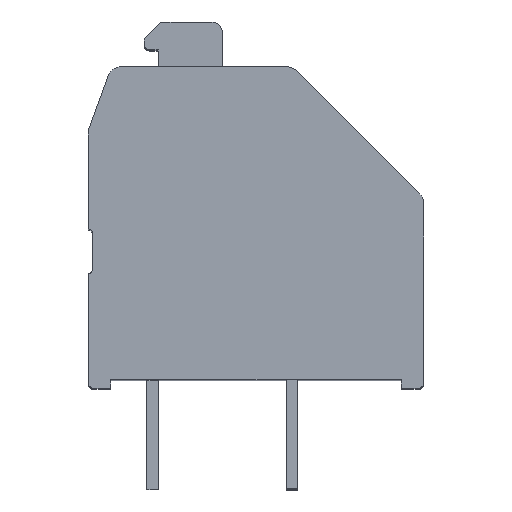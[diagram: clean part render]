
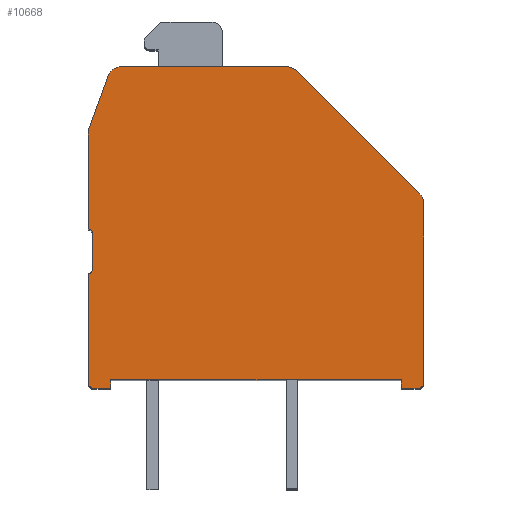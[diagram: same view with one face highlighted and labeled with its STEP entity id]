
A CAD part, top view. The second image highlights one B-rep face of the part: STEP entity #10668.
In plain terms, the highlighted planar face has unit normal (0, 0, 1).
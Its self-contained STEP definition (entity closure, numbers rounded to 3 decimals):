
#47=CIRCLE('',#10916,0.5);
#104=CIRCLE('',#11115,0.15);
#106=CIRCLE('',#11119,0.15);
#108=CIRCLE('',#11124,0.5);
#110=CIRCLE('',#11127,0.5);
#149=CIRCLE('',#11259,0.2);
#150=CIRCLE('',#11265,0.2);
#326=PLANE('',#11266);
#523=LINE('',#13753,#1448);
#791=LINE('',#14443,#1716);
#930=LINE('',#14783,#1855);
#935=LINE('',#14794,#1860);
#940=LINE('',#14808,#1865);
#947=LINE('',#14825,#1872);
#1000=LINE('',#14915,#1925);
#1005=LINE('',#14931,#1930);
#1120=LINE('',#15256,#2045);
#1121=LINE('',#15258,#2046);
#1123=LINE('',#15262,#2048);
#1125=LINE('',#15266,#2050);
#1448=VECTOR('',#11545,1000.);
#1716=VECTOR('',#12143,1000.);
#1855=VECTOR('',#12424,1000.);
#1860=VECTOR('',#12431,1000.);
#1865=VECTOR('',#12444,1000.);
#1872=VECTOR('',#12459,1000.);
#1925=VECTOR('',#12514,1000.);
#1930=VECTOR('',#12533,1000.);
#2045=VECTOR('',#12912,1000.);
#2046=VECTOR('',#12915,1000.);
#2048=VECTOR('',#12919,1000.);
#2050=VECTOR('',#12923,1000.);
#3667=ORIENTED_EDGE('',*,*,#5187,.T.);
#3668=ORIENTED_EDGE('',*,*,#5191,.F.);
#3669=ORIENTED_EDGE('',*,*,#5194,.T.);
#3670=ORIENTED_EDGE('',*,*,#5197,.F.);
#3671=ORIENTED_EDGE('',*,*,#5203,.T.);
#3672=ORIENTED_EDGE('',*,*,#5417,.T.);
#3673=ORIENTED_EDGE('',*,*,#5419,.T.);
#3674=ORIENTED_EDGE('',*,*,#5420,.T.);
#3675=ORIENTED_EDGE('',*,*,#5182,.T.);
#3676=ORIENTED_EDGE('',*,*,#5422,.T.);
#3677=ORIENTED_EDGE('',*,*,#5424,.T.);
#3678=ORIENTED_EDGE('',*,*,#5425,.T.);
#3679=ORIENTED_EDGE('',*,*,#5256,.T.);
#3680=ORIENTED_EDGE('',*,*,#5260,.T.);
#3681=ORIENTED_EDGE('',*,*,#4658,.T.);
#3682=ORIENTED_EDGE('',*,*,#4705,.T.);
#3683=ORIENTED_EDGE('',*,*,#5009,.T.);
#3684=ORIENTED_EDGE('',*,*,#5263,.T.);
#3685=ORIENTED_EDGE('',*,*,#5265,.T.);
#4658=EDGE_CURVE('',#5796,#5795,#523,.T.);
#4705=EDGE_CURVE('',#5795,#5833,#47,.T.);
#5009=EDGE_CURVE('',#5833,#6052,#791,.T.);
#5182=EDGE_CURVE('',#6183,#6182,#930,.T.);
#5187=EDGE_CURVE('',#6188,#6187,#935,.T.);
#5191=EDGE_CURVE('',#6190,#6187,#104,.T.);
#5194=EDGE_CURVE('',#6190,#6192,#940,.T.);
#5197=EDGE_CURVE('',#6194,#6192,#106,.T.);
#5203=EDGE_CURVE('',#6194,#6198,#947,.T.);
#5256=EDGE_CURVE('',#6235,#6234,#1000,.T.);
#5260=EDGE_CURVE('',#6234,#5796,#108,.T.);
#5263=EDGE_CURVE('',#6052,#6238,#110,.T.);
#5265=EDGE_CURVE('',#6238,#6188,#1005,.T.);
#5417=EDGE_CURVE('',#6198,#6315,#149,.T.);
#5419=EDGE_CURVE('',#6315,#6316,#1120,.T.);
#5420=EDGE_CURVE('',#6316,#6183,#1121,.T.);
#5422=EDGE_CURVE('',#6182,#6317,#1123,.T.);
#5424=EDGE_CURVE('',#6317,#6318,#1125,.T.);
#5425=EDGE_CURVE('',#6318,#6235,#150,.T.);
#5795=VERTEX_POINT('',#13752);
#5796=VERTEX_POINT('',#13754);
#5833=VERTEX_POINT('',#13845);
#6052=VERTEX_POINT('',#14442);
#6182=VERTEX_POINT('',#14782);
#6183=VERTEX_POINT('',#14784);
#6187=VERTEX_POINT('',#14793);
#6188=VERTEX_POINT('',#14795);
#6190=VERTEX_POINT('',#14801);
#6192=VERTEX_POINT('',#14807);
#6194=VERTEX_POINT('',#14813);
#6198=VERTEX_POINT('',#14824);
#6234=VERTEX_POINT('',#14914);
#6235=VERTEX_POINT('',#14916);
#6238=VERTEX_POINT('',#14927);
#6315=VERTEX_POINT('',#15251);
#6316=VERTEX_POINT('',#15255);
#6317=VERTEX_POINT('',#15261);
#6318=VERTEX_POINT('',#15265);
#6816=EDGE_LOOP('',(#3667,#3668,#3669,#3670,#3671,#3672,#3673,#3674,#3675,
#3676,#3677,#3678,#3679,#3680,#3681,#3682,#3683,#3684,#3685));
#7251=FACE_BOUND('',#6816,.T.);
#10668=ADVANCED_FACE('',(#7251),#326,.T.);
#10916=AXIS2_PLACEMENT_3D('',#13846,#11640,#11641);
#11115=AXIS2_PLACEMENT_3D('',#14802,#12438,#12439);
#11119=AXIS2_PLACEMENT_3D('',#14814,#12450,#12451);
#11124=AXIS2_PLACEMENT_3D('',#14922,#12521,#12522);
#11127=AXIS2_PLACEMENT_3D('',#14928,#12528,#12529);
#11259=AXIS2_PLACEMENT_3D('',#15252,#12907,#12908);
#11265=AXIS2_PLACEMENT_3D('',#15268,#12926,#12927);
#11266=AXIS2_PLACEMENT_3D('',#15269,#12928,#12929);
#11545=DIRECTION('',(-0.707,0.707,0.));
#11640=DIRECTION('',(0.,0.,1.));
#11641=DIRECTION('',(1.,0.,0.));
#12143=DIRECTION('',(-1.,0.,0.));
#12424=DIRECTION('',(1.,0.,0.));
#12431=DIRECTION('',(0.,-1.,0.));
#12438=DIRECTION('',(0.,0.,1.));
#12439=DIRECTION('',(1.,0.,0.));
#12444=DIRECTION('',(0.,-1.,0.));
#12450=DIRECTION('',(0.,0.,1.));
#12451=DIRECTION('',(1.,0.,0.));
#12459=DIRECTION('',(0.,-1.,0.));
#12514=DIRECTION('',(0.,1.,0.));
#12521=DIRECTION('',(0.,0.,1.));
#12522=DIRECTION('',(1.,0.,0.));
#12528=DIRECTION('',(0.,0.,1.));
#12529=DIRECTION('',(1.,0.,0.));
#12533=DIRECTION('',(-0.342,-0.94,0.));
#12907=DIRECTION('',(0.,0.,1.));
#12908=DIRECTION('',(1.,0.,0.));
#12912=DIRECTION('',(1.,0.,0.));
#12915=DIRECTION('',(0.,1.,0.));
#12919=DIRECTION('',(0.,-1.,0.));
#12923=DIRECTION('',(1.,0.,0.));
#12926=DIRECTION('',(0.,0.,1.));
#12927=DIRECTION('',(1.,0.,0.));
#12928=DIRECTION('',(0.,0.,1.));
#12929=DIRECTION('',(1.,0.,0.));
#13752=CARTESIAN_POINT('',(0.146,11.354,24.36));
#13753=CARTESIAN_POINT('',(4.554,6.946,24.36));
#13754=CARTESIAN_POINT('',(4.554,6.946,24.36));
#13845=CARTESIAN_POINT('',(-0.207,11.5,24.36));
#13846=CARTESIAN_POINT('',(-0.207,11.,24.36));
#14442=CARTESIAN_POINT('',(-6.113,11.5,24.36));
#14443=CARTESIAN_POINT('',(-0.207,11.5,24.36));
#14782=CARTESIAN_POINT('',(3.9,0.3,24.36));
#14783=CARTESIAN_POINT('',(-6.5,0.3,24.36));
#14784=CARTESIAN_POINT('',(-6.5,0.3,24.36));
#14793=CARTESIAN_POINT('',(-7.3,5.7,24.36));
#14794=CARTESIAN_POINT('',(-7.3,9.2,24.36));
#14795=CARTESIAN_POINT('',(-7.3,9.2,24.36));
#14801=CARTESIAN_POINT('',(-7.15,5.55,24.36));
#14802=CARTESIAN_POINT('',(-7.3,5.55,24.36));
#14807=CARTESIAN_POINT('',(-7.15,4.25,24.36));
#14808=CARTESIAN_POINT('',(-7.15,5.55,24.36));
#14813=CARTESIAN_POINT('',(-7.3,4.1,24.36));
#14814=CARTESIAN_POINT('',(-7.3,4.25,24.36));
#14824=CARTESIAN_POINT('',(-7.3,0.2,24.36));
#14825=CARTESIAN_POINT('',(-7.3,4.1,24.36));
#14914=CARTESIAN_POINT('',(4.7,6.593,24.36));
#14915=CARTESIAN_POINT('',(4.7,0.2,24.36));
#14916=CARTESIAN_POINT('',(4.7,0.2,24.36));
#14922=CARTESIAN_POINT('',(4.2,6.593,24.36));
#14927=CARTESIAN_POINT('',(-6.583,11.171,24.36));
#14928=CARTESIAN_POINT('',(-6.113,11.,24.36));
#14931=CARTESIAN_POINT('',(-6.583,11.171,24.36));
#15251=CARTESIAN_POINT('',(-7.1,0.,24.36));
#15252=CARTESIAN_POINT('',(-7.1,0.2,24.36));
#15255=CARTESIAN_POINT('',(-6.5,0.,24.36));
#15256=CARTESIAN_POINT('',(-7.1,0.,24.36));
#15258=CARTESIAN_POINT('',(-6.5,0.,24.36));
#15261=CARTESIAN_POINT('',(3.9,0.,24.36));
#15262=CARTESIAN_POINT('',(3.9,0.3,24.36));
#15265=CARTESIAN_POINT('',(4.5,0.,24.36));
#15266=CARTESIAN_POINT('',(3.9,0.,24.36));
#15268=CARTESIAN_POINT('',(4.5,0.2,24.36));
#15269=CARTESIAN_POINT('',(-7.3,5.55,24.36));
